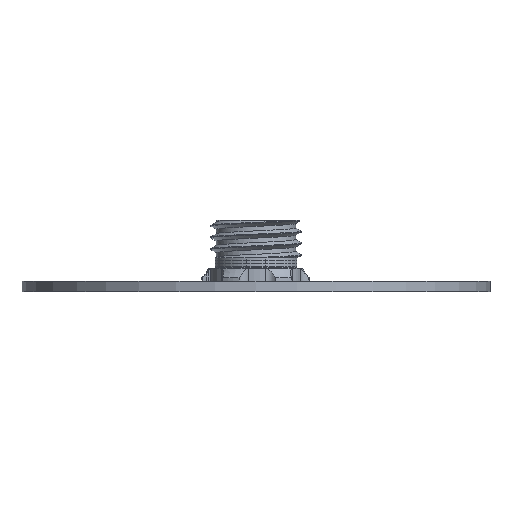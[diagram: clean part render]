
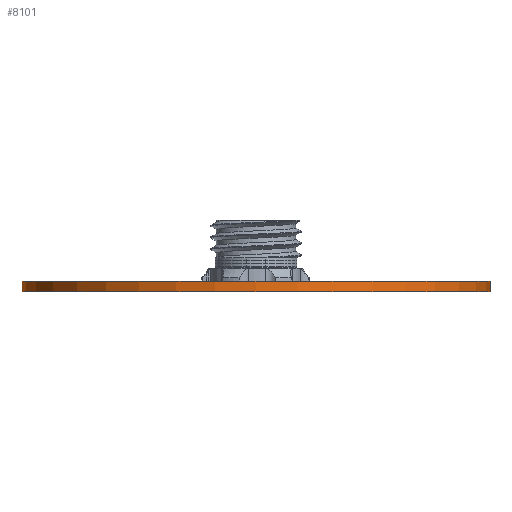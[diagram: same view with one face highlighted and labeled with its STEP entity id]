
A CAD part, front view. The second image highlights one B-rep face of the part: STEP entity #8101.
In plain terms, the highlighted cylindrical face has radius 50 mm (diameter 100 mm), a full revolution.
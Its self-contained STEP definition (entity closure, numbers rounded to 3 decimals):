
#654=FACE_OUTER_BOUND('',#1070,.T.);
#1070=EDGE_LOOP('',(#7018,#7019,#7020,#7021));
#1501=CIRCLE('',#8889,50.);
#1502=CIRCLE('',#8890,50.);
#2307=LINE('',#15470,#3045);
#3045=VECTOR('',#11132,48.);
#3856=VERTEX_POINT('',#15467);
#3857=VERTEX_POINT('',#15469);
#5039=EDGE_CURVE('',#3856,#3856,#1501,.T.);
#5040=EDGE_CURVE('',#3856,#3857,#2307,.T.);
#5041=EDGE_CURVE('',#3857,#3857,#1502,.F.);
#7018=ORIENTED_EDGE('',*,*,#5039,.T.);
#7019=ORIENTED_EDGE('',*,*,#5040,.T.);
#7020=ORIENTED_EDGE('',*,*,#5041,.T.);
#7021=ORIENTED_EDGE('',*,*,#5040,.F.);
#7709=CYLINDRICAL_SURFACE('',#8888,50.);
#8101=ADVANCED_FACE('',(#654),#7709,.T.);
#8888=AXIS2_PLACEMENT_3D('',#15466,#11128,#11129);
#8889=AXIS2_PLACEMENT_3D('',#15468,#11130,#11131);
#8890=AXIS2_PLACEMENT_3D('',#15471,#11133,#11134);
#11128=DIRECTION('center_axis',(0.,0.,1.));
#11129=DIRECTION('ref_axis',(-1.,0.,0.));
#11130=DIRECTION('center_axis',(0.,0.,-1.));
#11131=DIRECTION('ref_axis',(-1.,0.,0.));
#11132=DIRECTION('',(0.,0.,-1.));
#11133=DIRECTION('center_axis',(0.,0.,-1.));
#11134=DIRECTION('ref_axis',(-1.,0.,0.));
#15466=CARTESIAN_POINT('Origin',(-130.,180.,17.6));
#15467=CARTESIAN_POINT('',(-80.,180.,19.8));
#15468=CARTESIAN_POINT('Origin',(-130.,180.,19.8));
#15469=CARTESIAN_POINT('',(-80.,180.,17.6));
#15470=CARTESIAN_POINT('',(-80.,180.,17.6));
#15471=CARTESIAN_POINT('Origin',(-130.,180.,17.6));
